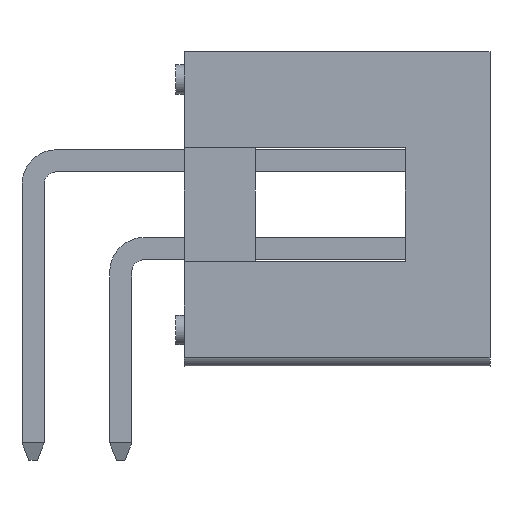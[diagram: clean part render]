
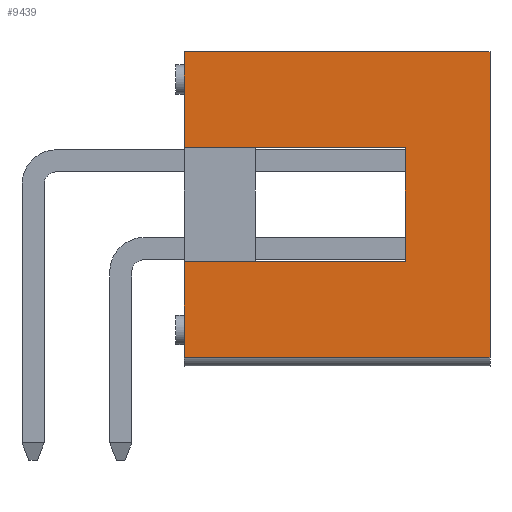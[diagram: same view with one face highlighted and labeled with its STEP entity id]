
A CAD part, front view. The second image highlights one B-rep face of the part: STEP entity #9439.
In plain terms, the highlighted face is planar.
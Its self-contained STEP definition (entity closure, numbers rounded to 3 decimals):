
#146=LINE('',#12426,#1017);
#162=LINE('',#12460,#1033);
#171=LINE('',#12478,#1042);
#173=LINE('',#12482,#1044);
#174=LINE('',#12484,#1045);
#175=LINE('',#12486,#1046);
#176=LINE('',#12488,#1047);
#177=LINE('',#12490,#1048);
#1017=VECTOR('',#10517,1000.);
#1033=VECTOR('',#10541,1000.);
#1042=VECTOR('',#10554,1000.);
#1044=VECTOR('',#10558,1000.);
#1045=VECTOR('',#10559,1000.);
#1046=VECTOR('',#10560,1000.);
#1047=VECTOR('',#10561,1000.);
#1048=VECTOR('',#10562,1000.);
#1982=ORIENTED_EDGE('',*,*,#3850,.T.);
#1983=ORIENTED_EDGE('',*,*,#3851,.F.);
#1984=ORIENTED_EDGE('',*,*,#3852,.T.);
#1985=ORIENTED_EDGE('',*,*,#3853,.T.);
#1986=ORIENTED_EDGE('',*,*,#3854,.T.);
#1987=ORIENTED_EDGE('',*,*,#3848,.F.);
#1988=ORIENTED_EDGE('',*,*,#3839,.F.);
#1989=ORIENTED_EDGE('',*,*,#3821,.T.);
#3821=EDGE_CURVE('',#4761,#4760,#146,.T.);
#3839=EDGE_CURVE('',#4761,#4769,#162,.T.);
#3848=EDGE_CURVE('',#4769,#4782,#171,.T.);
#3850=EDGE_CURVE('',#4760,#4783,#173,.T.);
#3851=EDGE_CURVE('',#4784,#4783,#174,.T.);
#3852=EDGE_CURVE('',#4784,#4785,#175,.T.);
#3853=EDGE_CURVE('',#4785,#4786,#176,.T.);
#3854=EDGE_CURVE('',#4786,#4782,#177,.T.);
#4760=VERTEX_POINT('',#12425);
#4761=VERTEX_POINT('',#12427);
#4769=VERTEX_POINT('',#12446);
#4782=VERTEX_POINT('',#12479);
#4783=VERTEX_POINT('',#12483);
#4784=VERTEX_POINT('',#12485);
#4785=VERTEX_POINT('',#12487);
#4786=VERTEX_POINT('',#12489);
#5328=EDGE_LOOP('',(#1982,#1983,#1984,#1985,#1986,#1987,#1988,#1989));
#5775=FACE_BOUND('',#5328,.T.);
#6212=PLANE('',#9866);
#9439=ADVANCED_FACE('',(#5775),#6212,.T.);
#9866=AXIS2_PLACEMENT_3D('',#12481,#10556,#10557);
#10517=DIRECTION('',(0.,0.,-1.));
#10541=DIRECTION('',(0.,1.,0.));
#10554=DIRECTION('',(0.,0.,-1.));
#10556=DIRECTION('',(1.,0.,0.));
#10557=DIRECTION('',(0.,0.,-1.));
#10558=DIRECTION('',(0.,1.,0.));
#10559=DIRECTION('',(0.,0.,-1.));
#10560=DIRECTION('',(0.,1.,0.));
#10561=DIRECTION('',(0.,0.,-1.));
#10562=DIRECTION('',(0.,1.,0.));
#12425=CARTESIAN_POINT('',(12.72,-4.425,-4.425));
#12426=CARTESIAN_POINT('',(12.72,-4.425,4.425));
#12427=CARTESIAN_POINT('',(12.72,-4.425,4.425));
#12446=CARTESIAN_POINT('',(12.72,4.425,4.425));
#12460=CARTESIAN_POINT('',(12.72,-4.425,4.425));
#12478=CARTESIAN_POINT('',(12.72,4.425,4.425));
#12479=CARTESIAN_POINT('',(12.72,4.425,-4.425));
#12481=CARTESIAN_POINT('',(12.72,-4.425,4.425));
#12482=CARTESIAN_POINT('',(12.72,-4.425,-4.425));
#12483=CARTESIAN_POINT('',(12.72,-1.65,-4.425));
#12484=CARTESIAN_POINT('',(12.72,-1.65,1.975));
#12485=CARTESIAN_POINT('',(12.72,-1.65,1.975));
#12486=CARTESIAN_POINT('',(12.72,-1.65,1.975));
#12487=CARTESIAN_POINT('',(12.72,1.65,1.975));
#12488=CARTESIAN_POINT('',(12.72,1.65,1.975));
#12489=CARTESIAN_POINT('',(12.72,1.65,-4.425));
#12490=CARTESIAN_POINT('',(12.72,-4.425,-4.425));
